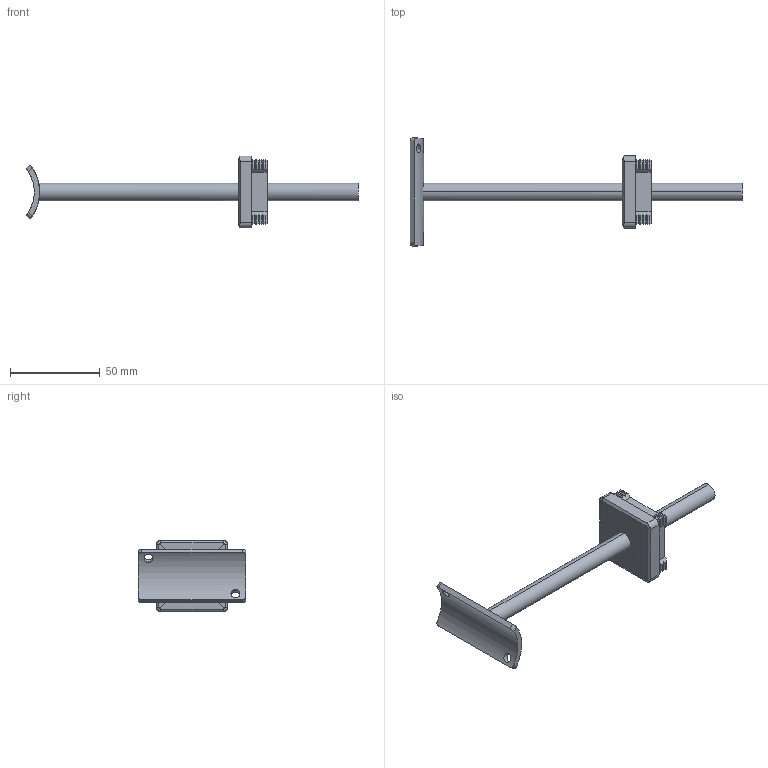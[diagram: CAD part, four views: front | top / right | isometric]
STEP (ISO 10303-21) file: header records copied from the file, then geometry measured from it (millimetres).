
FILE_DESCRIPTION (( 'STEP AP203' ), '1' );
FILE_NAME ('3D-GC2272_40x40x2-42.4_188685925.STEP', '2024-10-02T17:45:48', ( '' ), ( '' ), 'SwSTEP 2.0', 'SolidWorks 2024', '' );
FILE_SCHEMA (( 'CONFIG_CONTROL_DESIGN' ));
Length unit declared in the file: inch
Products named in the file (3): 3D_GC2062_40x40x2_188685820.step; 3D-GC2272_40x40x2-42.4_188685925
Assembly tree (2 placements, depth 2):
  3D-GC2272_40x40x2-42.4_188685925
    3D-GC2272_40x40x2-42.4_188685925
    3D_GC2062_40x40x2_188685820.step
Bounding box: 184.56 x 60 x 40 mm (x, y, z)
Volume: 39068 mm3; surface area: 16263 mm2
Topology: 3 solids, 3 shells, 173 faces, 441 edges, 272 vertices
Faces by surface type: plane 143, cylinder 26, cone 2, torus 2
Entity records: 6028 total; most frequent: CARTESIAN_POINT 1619, ORIENTED_EDGE 882, DIRECTION 805, EDGE_CURVE 441, LINE 353, VECTOR 353, VERTEX_POINT 272, AXIS2_PLACEMENT_3D 226
